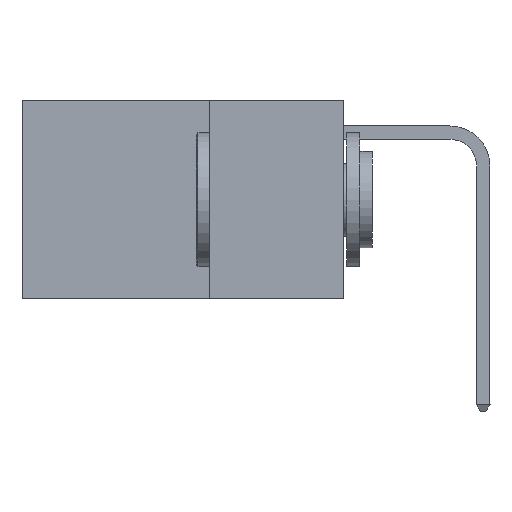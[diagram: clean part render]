
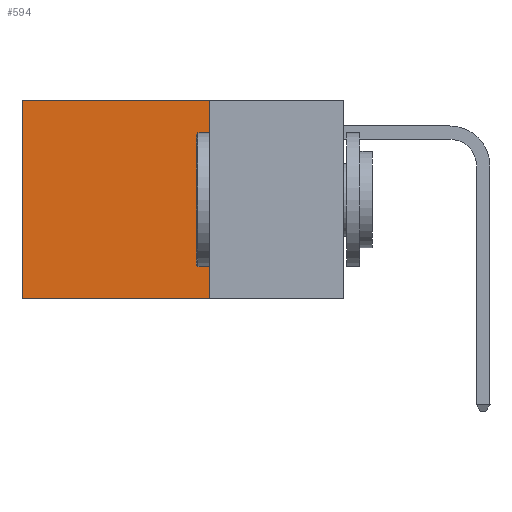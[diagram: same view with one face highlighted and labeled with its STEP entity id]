
A CAD part, left-side view. The second image highlights one B-rep face of the part: STEP entity #594.
In plain terms, the highlighted planar face has unit normal (-1, 0, 0).
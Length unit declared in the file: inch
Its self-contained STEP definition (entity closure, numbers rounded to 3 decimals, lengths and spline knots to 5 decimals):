
#174 = EDGE_CURVE ( 'NONE', #7723, #307, #9301, .T. ) ;
#307 = VERTEX_POINT ( 'NONE', #5216 ) ;
#594 = ADVANCED_FACE ( 'NONE', ( #4940 ), #6562, .F. ) ;
#993 = LINE ( 'NONE', #8013, #7223 ) ;
#1254 = CARTESIAN_POINT ( 'NONE',  ( 0.2625, 0.25, -0.37 ) ) ;
#1266 = ORIENTED_EDGE ( 'NONE', *, *, #174, .F. ) ;
#1353 = DIRECTION ( 'NONE',  ( 0., 1., 0. ) ) ;
#2591 = DIRECTION ( 'NONE',  ( 1., 0., 0. ) ) ;
#2700 = EDGE_CURVE ( 'NONE', #8676, #5187, #5446, .T. ) ;
#2852 = ORIENTED_EDGE ( 'NONE', *, *, #5972, .T. ) ;
#3192 = CARTESIAN_POINT ( 'NONE',  ( 0.2625, 0.25, 0. ) ) ;
#3203 = CARTESIAN_POINT ( 'NONE',  ( 0.2625, 0.6, 0. ) ) ;
#4044 = CARTESIAN_POINT ( 'NONE',  ( 0.2625, 0.6, -0.37 ) ) ;
#4355 = AXIS2_PLACEMENT_3D ( 'NONE', #8333, #2591, #6669 ) ;
#4940 = FACE_OUTER_BOUND ( 'NONE', #10183, .T. ) ;
#4949 = DIRECTION ( 'NONE',  ( 0., 0., -1. ) ) ;
#5187 = VERTEX_POINT ( 'NONE', #4044 ) ;
#5216 = CARTESIAN_POINT ( 'NONE',  ( 0.2625, 0.25, -0.37 ) ) ;
#5446 = LINE ( 'NONE', #3203, #7264 ) ;
#5972 = EDGE_CURVE ( 'NONE', #7723, #8676, #993, .T. ) ;
#6191 = ORIENTED_EDGE ( 'NONE', *, *, #6485, .F. ) ;
#6385 = DIRECTION ( 'NONE',  ( 0., 0., -1. ) ) ;
#6485 = EDGE_CURVE ( 'NONE', #307, #5187, #8423, .T. ) ;
#6562 = PLANE ( 'NONE',  #4355 ) ;
#6669 = DIRECTION ( 'NONE',  ( 0., 0., -1. ) ) ;
#6726 = CARTESIAN_POINT ( 'NONE',  ( 0.2625, 0.25, 0. ) ) ;
#7223 = VECTOR ( 'NONE', #9016, 39.37008 ) ;
#7264 = VECTOR ( 'NONE', #6385, 39.37008 ) ;
#7723 = VERTEX_POINT ( 'NONE', #3192 ) ;
#8013 = CARTESIAN_POINT ( 'NONE',  ( 0.2625, 0.25, 0. ) ) ;
#8073 = VECTOR ( 'NONE', #1353, 39.37008 ) ;
#8333 = CARTESIAN_POINT ( 'NONE',  ( 0.2625, 0.25, 0. ) ) ;
#8423 = LINE ( 'NONE', #1254, #8073 ) ;
#8676 = VERTEX_POINT ( 'NONE', #9856 ) ;
#9016 = DIRECTION ( 'NONE',  ( 0., 1., 0. ) ) ;
#9156 = VECTOR ( 'NONE', #4949, 39.37008 ) ;
#9301 = LINE ( 'NONE', #6726, #9156 ) ;
#9461 = ORIENTED_EDGE ( 'NONE', *, *, #2700, .T. ) ;
#9856 = CARTESIAN_POINT ( 'NONE',  ( 0.2625, 0.6, 0. ) ) ;
#10183 = EDGE_LOOP ( 'NONE', ( #9461, #6191, #1266, #2852 ) ) ;
